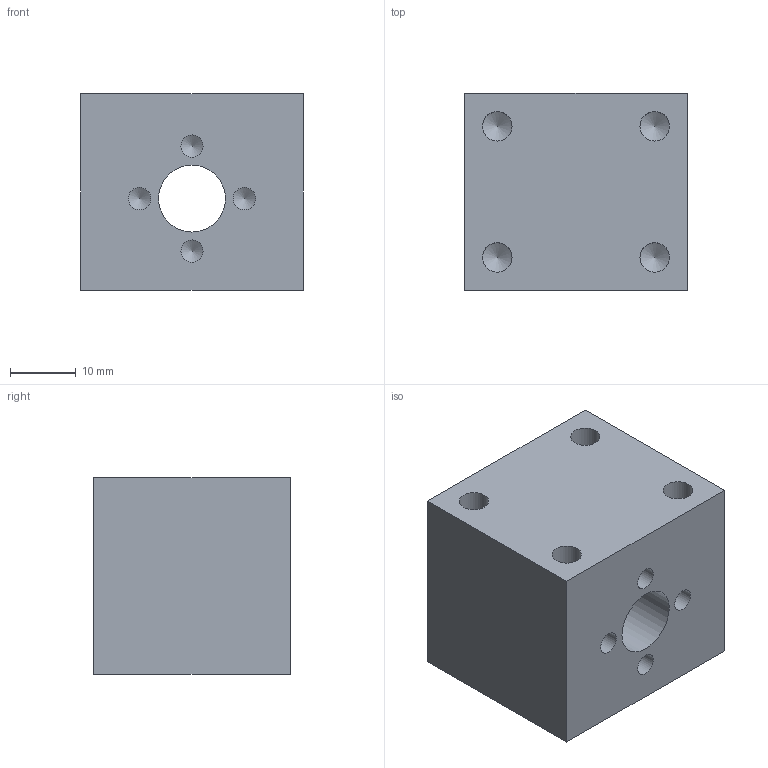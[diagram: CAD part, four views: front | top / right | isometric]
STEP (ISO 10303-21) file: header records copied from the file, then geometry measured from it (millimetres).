
FILE_DESCRIPTION(('FreeCAD Model'),'2;1');
FILE_NAME('Open CASCADE Shape Model','2022-03-22T17:16:17',(''),(''), 'Open CASCADE STEP processor 7.5','FreeCAD','Unknown');
FILE_SCHEMA(('AUTOMOTIVE_DESIGN { 1 0 10303 214 1 1 1 1 }'));
Length unit declared in the file: millimetre
Products named in the file (1): Body
Bounding box: 34 x 30 x 30 mm (x, y, z)
Volume: 26608.6 mm3; surface area: 8183.7 mm2
Topology: 1 solids, 1 shells, 23 faces, 55 edges, 34 vertices
Faces by surface type: cylinder 9, cone 8, plane 6
Full cylindrical faces by diameter (mm): 3.4 x4, 4.5 x4, 10.2 x1
Entity records: 1275 total; most frequent: CARTESIAN_POINT 229, DIRECTION 202, LINE 113, VECTOR 113, ORIENTED_EDGE 94, PCURVE 94, DEFINITIONAL_REPRESENTATION 94, EDGE_CURVE 47
